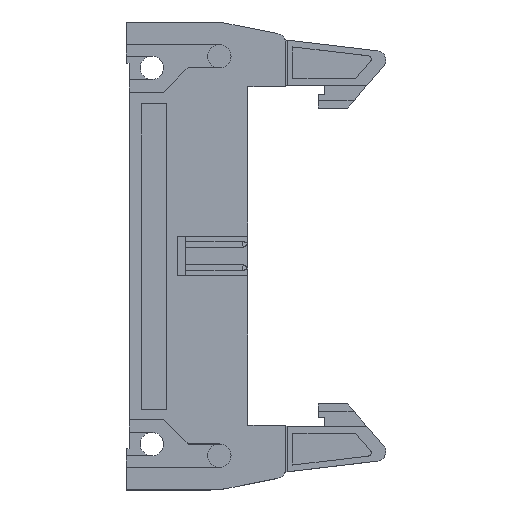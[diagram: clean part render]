
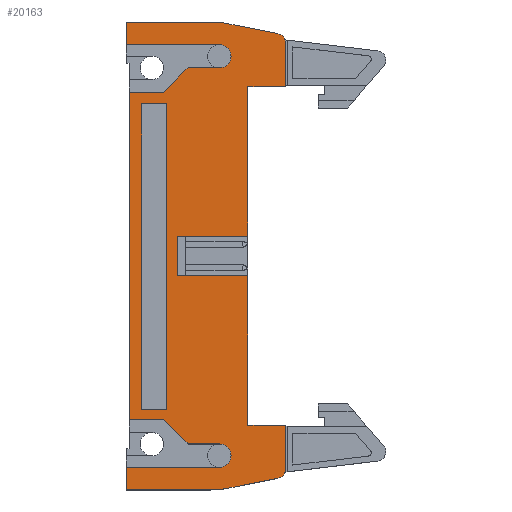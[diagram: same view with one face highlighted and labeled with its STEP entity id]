
A CAD part, top view. The second image highlights one B-rep face of the part: STEP entity #20163.
In plain terms, the highlighted face is planar.
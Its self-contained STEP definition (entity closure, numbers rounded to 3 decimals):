
#1107=LINE('',#27427,#3007);
#1114=LINE('',#27445,#3014);
#1128=LINE('',#27479,#3028);
#1134=LINE('',#27490,#3034);
#1137=LINE('',#27496,#3037);
#1141=LINE('',#27505,#3041);
#1149=LINE('',#27521,#3049);
#1151=LINE('',#27525,#3051);
#1157=LINE('',#27538,#3057);
#1164=LINE('',#27552,#3064);
#1179=LINE('',#27581,#3079);
#1181=LINE('',#27585,#3081);
#1183=LINE('',#27589,#3083);
#1184=LINE('',#27591,#3084);
#1228=LINE('',#27707,#3128);
#1231=LINE('',#27713,#3131);
#1234=LINE('',#27719,#3134);
#1274=LINE('',#27811,#3174);
#1278=LINE('',#27820,#3178);
#1281=LINE('',#27826,#3181);
#1284=LINE('',#27832,#3184);
#1441=LINE('',#28193,#3341);
#1443=LINE('',#28201,#3343);
#1449=LINE('',#28213,#3349);
#1452=LINE('',#28219,#3352);
#1453=LINE('',#28221,#3353);
#1454=LINE('',#28222,#3354);
#1455=LINE('',#28224,#3355);
#3007=VECTOR('',#23358,1000.);
#3014=VECTOR('',#23373,1000.);
#3028=VECTOR('',#23401,1000.);
#3034=VECTOR('',#23409,1000.);
#3037=VECTOR('',#23414,1000.);
#3041=VECTOR('',#23422,1000.);
#3049=VECTOR('',#23434,1000.);
#3051=VECTOR('',#23438,1000.);
#3057=VECTOR('',#23446,1000.);
#3064=VECTOR('',#23455,1000.);
#3079=VECTOR('',#23480,1000.);
#3081=VECTOR('',#23484,1000.);
#3083=VECTOR('',#23488,1000.);
#3084=VECTOR('',#23491,1000.);
#3128=VECTOR('',#23615,1000.);
#3131=VECTOR('',#23620,1000.);
#3134=VECTOR('',#23625,1000.);
#3174=VECTOR('',#23709,1000.);
#3178=VECTOR('',#23715,1000.);
#3181=VECTOR('',#23720,1000.);
#3184=VECTOR('',#23725,1000.);
#3341=VECTOR('',#24080,1000.);
#3343=VECTOR('',#24090,1000.);
#3349=VECTOR('',#24100,1000.);
#3352=VECTOR('',#24105,1000.);
#3353=VECTOR('',#24108,1000.);
#3354=VECTOR('',#24109,1000.);
#3355=VECTOR('',#24110,1000.);
#6500=ORIENTED_EDGE('',*,*,#9241,.T.);
#6501=ORIENTED_EDGE('',*,*,#9245,.T.);
#6502=ORIENTED_EDGE('',*,*,#9248,.T.);
#6503=ORIENTED_EDGE('',*,*,#9251,.T.);
#6504=ORIENTED_EDGE('',*,*,#9184,.F.);
#6505=ORIENTED_EDGE('',*,*,#9189,.F.);
#6506=ORIENTED_EDGE('',*,*,#9446,.F.);
#6507=ORIENTED_EDGE('',*,*,#9103,.F.);
#6508=ORIENTED_EDGE('',*,*,#9140,.F.);
#6509=ORIENTED_EDGE('',*,*,#9097,.F.);
#6510=ORIENTED_EDGE('',*,*,#8089,.F.);
#6511=ORIENTED_EDGE('',*,*,#9074,.F.);
#6512=ORIENTED_EDGE('',*,*,#9080,.F.);
#6513=ORIENTED_EDGE('',*,*,#9087,.F.);
#6514=ORIENTED_EDGE('',*,*,#9129,.F.);
#6515=ORIENTED_EDGE('',*,*,#9127,.F.);
#6516=ORIENTED_EDGE('',*,*,#9125,.F.);
#6517=ORIENTED_EDGE('',*,*,#9083,.F.);
#6518=ORIENTED_EDGE('',*,*,#9057,.F.);
#6519=ORIENTED_EDGE('',*,*,#9048,.F.);
#6520=ORIENTED_EDGE('',*,*,#9071,.F.);
#6521=ORIENTED_EDGE('',*,*,#9095,.F.);
#6522=ORIENTED_EDGE('',*,*,#9138,.F.);
#6523=ORIENTED_EDGE('',*,*,#9110,.F.);
#6524=ORIENTED_EDGE('',*,*,#9432,.F.);
#6525=ORIENTED_EDGE('',*,*,#9130,.F.);
#6526=ORIENTED_EDGE('',*,*,#9433,.F.);
#6527=ORIENTED_EDGE('',*,*,#9436,.F.);
#6528=ORIENTED_EDGE('',*,*,#9442,.F.);
#6529=ORIENTED_EDGE('',*,*,#9445,.F.);
#6530=ORIENTED_EDGE('',*,*,#9447,.F.);
#6531=ORIENTED_EDGE('',*,*,#9448,.F.);
#6532=ORIENTED_EDGE('',*,*,#9195,.F.);
#6533=ORIENTED_EDGE('',*,*,#9192,.F.);
#8089=EDGE_CURVE('',#10080,#10081,#11271,.T.);
#9048=EDGE_CURVE('',#10727,#10728,#1107,.T.);
#9057=EDGE_CURVE('',#10728,#10735,#1114,.T.);
#9071=EDGE_CURVE('',#10746,#10727,#11329,.T.);
#9074=EDGE_CURVE('',#10747,#10080,#1128,.T.);
#9080=EDGE_CURVE('',#10751,#10747,#1134,.T.);
#9083=EDGE_CURVE('',#10735,#10753,#1137,.T.);
#9087=EDGE_CURVE('',#10756,#10751,#1141,.T.);
#9095=EDGE_CURVE('',#10762,#10746,#1149,.T.);
#9097=EDGE_CURVE('',#10081,#10764,#1151,.T.);
#9103=EDGE_CURVE('',#10769,#10770,#1157,.T.);
#9110=EDGE_CURVE('',#10775,#10776,#1164,.T.);
#9125=EDGE_CURVE('',#10753,#10785,#1179,.T.);
#9127=EDGE_CURVE('',#10785,#10786,#1181,.T.);
#9129=EDGE_CURVE('',#10786,#10756,#1183,.T.);
#9130=EDGE_CURVE('',#10787,#10788,#1184,.T.);
#9138=EDGE_CURVE('',#10776,#10762,#11334,.T.);
#9140=EDGE_CURVE('',#10764,#10769,#11336,.T.);
#9184=EDGE_CURVE('',#10814,#10815,#11342,.T.);
#9189=EDGE_CURVE('',#10819,#10814,#1228,.T.);
#9192=EDGE_CURVE('',#10815,#10821,#1231,.T.);
#9195=EDGE_CURVE('',#10821,#10823,#1234,.T.);
#9241=EDGE_CURVE('',#10853,#10854,#1274,.T.);
#9245=EDGE_CURVE('',#10854,#10857,#1278,.T.);
#9248=EDGE_CURVE('',#10857,#10859,#1281,.T.);
#9251=EDGE_CURVE('',#10859,#10853,#1284,.T.);
#9432=EDGE_CURVE('',#10788,#10775,#1441,.T.);
#9433=EDGE_CURVE('',#10966,#10787,#11375,.T.);
#9436=EDGE_CURVE('',#10968,#10966,#1443,.T.);
#9442=EDGE_CURVE('',#10972,#10968,#1449,.T.);
#9445=EDGE_CURVE('',#10973,#10972,#1452,.T.);
#9446=EDGE_CURVE('',#10770,#10819,#1453,.T.);
#9447=EDGE_CURVE('',#10974,#10973,#1454,.T.);
#9448=EDGE_CURVE('',#10823,#10974,#1455,.T.);
#10080=VERTEX_POINT('',#25471);
#10081=VERTEX_POINT('',#25473);
#10727=VERTEX_POINT('',#27426);
#10728=VERTEX_POINT('',#27428);
#10735=VERTEX_POINT('',#27446);
#10746=VERTEX_POINT('',#27473);
#10747=VERTEX_POINT('',#27478);
#10751=VERTEX_POINT('',#27489);
#10753=VERTEX_POINT('',#27494);
#10756=VERTEX_POINT('',#27504);
#10762=VERTEX_POINT('',#27520);
#10764=VERTEX_POINT('',#27526);
#10769=VERTEX_POINT('',#27537);
#10770=VERTEX_POINT('',#27539);
#10775=VERTEX_POINT('',#27551);
#10776=VERTEX_POINT('',#27553);
#10785=VERTEX_POINT('',#27582);
#10786=VERTEX_POINT('',#27586);
#10787=VERTEX_POINT('',#27592);
#10788=VERTEX_POINT('',#27593);
#10814=VERTEX_POINT('',#27697);
#10815=VERTEX_POINT('',#27698);
#10819=VERTEX_POINT('',#27708);
#10821=VERTEX_POINT('',#27714);
#10823=VERTEX_POINT('',#27720);
#10853=VERTEX_POINT('',#27812);
#10854=VERTEX_POINT('',#27813);
#10857=VERTEX_POINT('',#27821);
#10859=VERTEX_POINT('',#27827);
#10966=VERTEX_POINT('',#28196);
#10968=VERTEX_POINT('',#28202);
#10972=VERTEX_POINT('',#28214);
#10973=VERTEX_POINT('',#28218);
#10974=VERTEX_POINT('',#28223);
#11271=CIRCLE('',#20504,1.);
#11329=CIRCLE('',#20916,1.);
#11334=CIRCLE('',#20942,10.);
#11336=CIRCLE('',#20945,10.);
#11342=CIRCLE('',#20971,1.25);
#11375=CIRCLE('',#21102,1.25);
#11970=EDGE_LOOP('',(#6500,#6501,#6502,#6503));
#11971=EDGE_LOOP('',(#6504,#6505,#6506,#6507,#6508,#6509,#6510,#6511,#6512,
#6513,#6514,#6515,#6516,#6517,#6518,#6519,#6520,#6521,#6522,#6523,#6524,
#6525,#6526,#6527,#6528,#6529,#6530,#6531,#6532,#6533));
#12858=FACE_BOUND('',#11970,.T.);
#12859=FACE_BOUND('',#11971,.T.);
#13671=PLANE('',#21108);
#20163=ADVANCED_FACE('',(#12858,#12859),#13671,.F.);
#20504=AXIS2_PLACEMENT_3D('',#25472,#21647,#21648);
#20916=AXIS2_PLACEMENT_3D('',#27474,#23395,#23396);
#20942=AXIS2_PLACEMENT_3D('',#27606,#23509,#23510);
#20945=AXIS2_PLACEMENT_3D('',#27609,#23515,#23516);
#20971=AXIS2_PLACEMENT_3D('',#27696,#23605,#23606);
#21102=AXIS2_PLACEMENT_3D('',#28195,#24083,#24084);
#21108=AXIS2_PLACEMENT_3D('',#28220,#24106,#24107);
#21647=DIRECTION('',(0.,1.,0.));
#21648=DIRECTION('',(0.,0.,1.));
#23358=DIRECTION('',(1.,0.,0.));
#23373=DIRECTION('',(0.,0.,-1.));
#23395=DIRECTION('',(0.,1.,0.));
#23396=DIRECTION('',(0.,0.,1.));
#23401=DIRECTION('',(1.,0.,0.));
#23409=DIRECTION('',(0.,0.,1.));
#23414=DIRECTION('',(1.,0.,0.));
#23422=DIRECTION('',(1.,0.,0.));
#23434=DIRECTION('',(0.196,0.,0.981));
#23438=DIRECTION('',(0.196,0.,-0.981));
#23446=DIRECTION('',(0.,0.,-1.));
#23455=DIRECTION('',(0.,0.,1.));
#23480=DIRECTION('',(0.,0.,-1.));
#23484=DIRECTION('',(1.,0.,0.));
#23488=DIRECTION('',(0.,0.,1.));
#23491=DIRECTION('',(0.,0.,-1.));
#23509=DIRECTION('',(0.,1.,0.));
#23510=DIRECTION('',(0.,0.,1.));
#23515=DIRECTION('',(0.,1.,0.));
#23516=DIRECTION('',(0.,0.,1.));
#23605=DIRECTION('',(0.,-1.,0.));
#23606=DIRECTION('',(1.,0.,0.));
#23615=DIRECTION('',(0.,0.,1.));
#23620=DIRECTION('',(0.,0.,-1.));
#23625=DIRECTION('',(-0.707,0.,-0.707));
#23709=DIRECTION('',(0.,0.,1.));
#23715=DIRECTION('',(1.,0.,0.));
#23720=DIRECTION('',(0.,0.,-1.));
#23725=DIRECTION('',(-1.,0.,0.));
#24080=DIRECTION('',(-1.,0.,0.));
#24083=DIRECTION('',(0.,-1.,0.));
#24084=DIRECTION('',(1.,0.,0.));
#24090=DIRECTION('',(0.,0.,1.));
#24100=DIRECTION('',(-0.707,0.,0.707));
#24105=DIRECTION('',(0.,0.,1.));
#24106=DIRECTION('',(0.,1.,0.));
#24107=DIRECTION('',(0.,0.,1.));
#24108=DIRECTION('',(-1.,0.,0.));
#24109=DIRECTION('',(-1.,0.,0.));
#24110=DIRECTION('',(0.,0.,-1.));
#25471=CARTESIAN_POINT('',(22.77,-4.15,12.));
#25472=CARTESIAN_POINT('',(22.77,-4.15,11.));
#25473=CARTESIAN_POINT('',(23.751,-4.15,11.196));
#27426=CARTESIAN_POINT('',(-22.77,-4.15,12.));
#27427=CARTESIAN_POINT('',(-23.59,-4.15,12.));
#27428=CARTESIAN_POINT('',(-18.09,-4.15,12.));
#27445=CARTESIAN_POINT('',(-18.09,-4.15,12.));
#27446=CARTESIAN_POINT('',(-18.09,-4.15,8.));
#27473=CARTESIAN_POINT('',(-23.751,-4.15,11.196));
#27474=CARTESIAN_POINT('',(-22.77,-4.15,11.));
#27478=CARTESIAN_POINT('',(18.09,-4.15,12.));
#27479=CARTESIAN_POINT('',(18.09,-4.15,12.));
#27489=CARTESIAN_POINT('',(18.09,-4.15,8.));
#27490=CARTESIAN_POINT('',(18.09,-4.15,8.));
#27494=CARTESIAN_POINT('',(-2.125,-4.15,8.));
#27496=CARTESIAN_POINT('',(-18.09,-4.15,8.));
#27504=CARTESIAN_POINT('',(2.125,-4.15,8.));
#27505=CARTESIAN_POINT('',(-18.09,-4.15,8.));
#27520=CARTESIAN_POINT('',(-24.796,-4.15,5.971));
#27521=CARTESIAN_POINT('',(-23.59,-4.15,12.));
#27525=CARTESIAN_POINT('',(23.59,-4.15,12.));
#27526=CARTESIAN_POINT('',(24.796,-4.15,5.971));
#27537=CARTESIAN_POINT('',(24.99,-4.15,4.01));
#27538=CARTESIAN_POINT('',(24.99,-4.15,5.));
#27539=CARTESIAN_POINT('',(24.99,-4.15,-5.));
#27551=CARTESIAN_POINT('',(-24.99,-4.15,-5.));
#27552=CARTESIAN_POINT('',(-24.99,-4.15,-5.));
#27553=CARTESIAN_POINT('',(-24.99,-4.15,4.01));
#27581=CARTESIAN_POINT('',(-2.125,-4.15,8.));
#27582=CARTESIAN_POINT('',(-2.125,-4.15,0.45));
#27585=CARTESIAN_POINT('',(-2.125,-4.15,0.45));
#27586=CARTESIAN_POINT('',(2.125,-4.15,0.45));
#27589=CARTESIAN_POINT('',(2.125,-4.15,0.45));
#27591=CARTESIAN_POINT('',(-22.59,-4.15,4.95));
#27592=CARTESIAN_POINT('',(-22.59,-4.15,4.95));
#27593=CARTESIAN_POINT('',(-22.59,-4.15,-5.));
#27606=CARTESIAN_POINT('',(-14.99,-4.15,4.01));
#27609=CARTESIAN_POINT('',(14.99,-4.15,4.01));
#27696=CARTESIAN_POINT('',(21.34,-4.15,4.95));
#27697=CARTESIAN_POINT('',(22.59,-4.15,4.95));
#27698=CARTESIAN_POINT('',(20.09,-4.15,4.95));
#27707=CARTESIAN_POINT('',(22.59,-4.15,-5.));
#27708=CARTESIAN_POINT('',(22.59,-4.15,-5.));
#27713=CARTESIAN_POINT('',(20.09,-4.15,4.95));
#27714=CARTESIAN_POINT('',(20.09,-4.15,1.6));
#27719=CARTESIAN_POINT('',(20.09,-4.15,1.6));
#27720=CARTESIAN_POINT('',(17.49,-4.15,-1.));
#27811=CARTESIAN_POINT('',(-16.24,-4.15,-3.35));
#27812=CARTESIAN_POINT('',(-16.24,-4.15,-3.35));
#27813=CARTESIAN_POINT('',(-16.24,-4.15,-0.65));
#27820=CARTESIAN_POINT('',(-16.24,-4.15,-0.65));
#27821=CARTESIAN_POINT('',(16.44,-4.15,-0.65));
#27826=CARTESIAN_POINT('',(16.44,-4.15,-0.65));
#27827=CARTESIAN_POINT('',(16.44,-4.15,-3.35));
#27832=CARTESIAN_POINT('',(16.44,-4.15,-3.35));
#28193=CARTESIAN_POINT('',(24.99,-4.15,-5.));
#28195=CARTESIAN_POINT('',(-21.34,-4.15,4.95));
#28196=CARTESIAN_POINT('',(-20.09,-4.15,4.95));
#28201=CARTESIAN_POINT('',(-20.09,-4.15,4.95));
#28202=CARTESIAN_POINT('',(-20.09,-4.15,1.6));
#28213=CARTESIAN_POINT('',(-20.09,-4.15,1.6));
#28214=CARTESIAN_POINT('',(-17.49,-4.15,-1.));
#28218=CARTESIAN_POINT('',(-17.49,-4.15,-4.7));
#28219=CARTESIAN_POINT('',(-17.49,-4.15,-1.));
#28220=CARTESIAN_POINT('',(0.,-4.15,0.));
#28221=CARTESIAN_POINT('',(24.99,-4.15,-5.));
#28222=CARTESIAN_POINT('',(20.59,-4.15,-4.7));
#28223=CARTESIAN_POINT('',(17.49,-4.15,-4.7));
#28224=CARTESIAN_POINT('',(17.49,-4.15,-1.));
